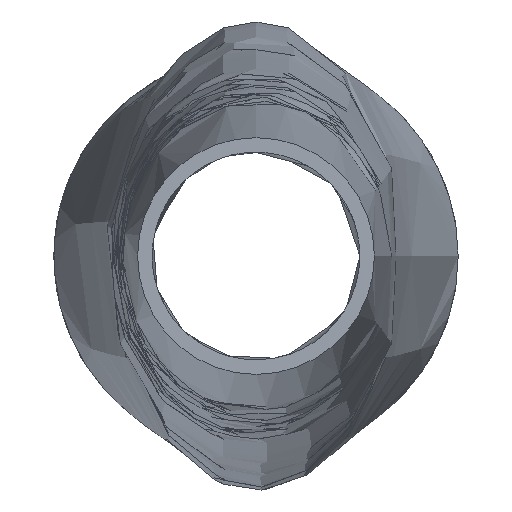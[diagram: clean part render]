
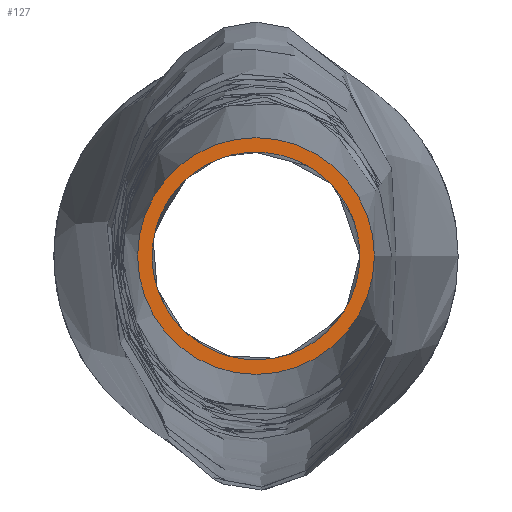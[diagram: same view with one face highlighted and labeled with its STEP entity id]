
A CAD part, left-side view. The second image highlights one B-rep face of the part: STEP entity #127.
In plain terms, the highlighted planar face has unit normal (-1, 0, 0).
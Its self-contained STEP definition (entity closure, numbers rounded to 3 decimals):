
#15=FACE_BOUND('',#34,.T.);
#17=PLANE('',#152);
#27=FACE_OUTER_BOUND('',#33,.T.);
#33=EDGE_LOOP('',(#103));
#34=EDGE_LOOP('',(#104));
#40=B_SPLINE_CURVE_WITH_KNOTS('',3,(#612,#613,#614,#615,#616,#617,#618,
#619,#620,#621,#622,#623,#624,#625,#626,#627,#628,#629,#630),
 .UNSPECIFIED.,.T.,.F.,(4,1,1,1,1,1,1,1,1,1,1,1,1,1,1,1,4),(0.,0.071,
0.143,0.214,0.286,0.321,
0.357,0.429,0.476,0.571,
0.595,0.619,0.714,0.786,
0.857,0.929,1.),.UNSPECIFIED.);
#48=CIRCLE('',#153,6.5);
#60=VERTEX_POINT('',#591);
#62=VERTEX_POINT('',#636);
#75=EDGE_CURVE('',#60,#60,#40,.T.);
#78=EDGE_CURVE('',#62,#62,#48,.T.);
#103=ORIENTED_EDGE('',*,*,#78,.F.);
#104=ORIENTED_EDGE('',*,*,#75,.T.);
#127=ADVANCED_FACE('',(#27,#15),#17,.F.);
#152=AXIS2_PLACEMENT_3D('',#635,#179,#180);
#153=AXIS2_PLACEMENT_3D('',#637,#181,#182);
#179=DIRECTION('center_axis',(1.,0.,0.));
#180=DIRECTION('ref_axis',(0.,0.,-1.));
#181=DIRECTION('center_axis',(1.,0.,0.));
#182=DIRECTION('ref_axis',(0.,1.,0.));
#591=CARTESIAN_POINT('',(-450.,-5.7,0.));
#612=CARTESIAN_POINT('Ctrl Pts',(-450.,-5.7,0.));
#613=CARTESIAN_POINT('Ctrl Pts',(-450.,-5.7,-0.853));
#614=CARTESIAN_POINT('Ctrl Pts',(-450.,-5.311,-2.558));
#615=CARTESIAN_POINT('Ctrl Pts',(-450.,-3.676,-4.609));
#616=CARTESIAN_POINT('Ctrl Pts',(-450.,-1.312,-5.747));
#617=CARTESIAN_POINT('Ctrl Pts',(-450.,0.874,-5.746));
#618=CARTESIAN_POINT('Ctrl Pts',(-450.,2.493,-5.178));
#619=CARTESIAN_POINT('Ctrl Pts',(-450.,3.948,-4.266));
#620=CARTESIAN_POINT('Ctrl Pts',(-450.,5.128,-2.786));
#621=CARTESIAN_POINT('Ctrl Pts',(-450.,5.893,-0.312));
#622=CARTESIAN_POINT('Ctrl Pts',(-450.,5.585,1.743));
#623=CARTESIAN_POINT('Ctrl Pts',(-450.,4.727,3.223));
#624=CARTESIAN_POINT('Ctrl Pts',(-450.,3.663,4.562));
#625=CARTESIAN_POINT('Ctrl Pts',(-450.,1.605,5.75));
#626=CARTESIAN_POINT('Ctrl Pts',(-450.,-1.312,5.746));
#627=CARTESIAN_POINT('Ctrl Pts',(-450.,-3.675,4.609));
#628=CARTESIAN_POINT('Ctrl Pts',(-450.,-5.311,2.557));
#629=CARTESIAN_POINT('Ctrl Pts',(-450.,-5.7,0.853));
#630=CARTESIAN_POINT('Ctrl Pts',(-450.,-5.7,0.));
#635=CARTESIAN_POINT('Origin',(-450.,0.,0.));
#636=CARTESIAN_POINT('',(-450.,-6.5,0.));
#637=CARTESIAN_POINT('Origin',(-450.,0.,0.));
